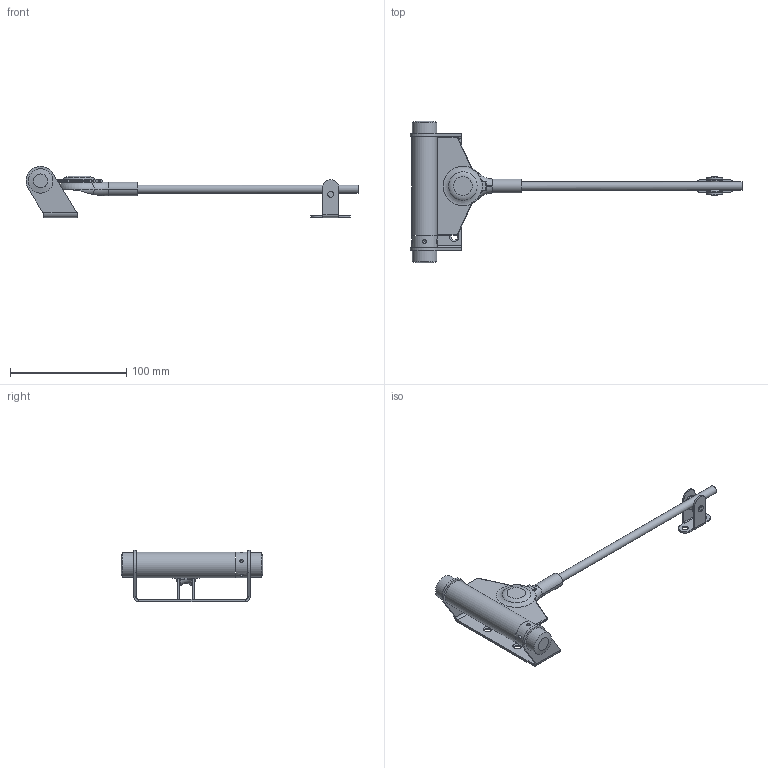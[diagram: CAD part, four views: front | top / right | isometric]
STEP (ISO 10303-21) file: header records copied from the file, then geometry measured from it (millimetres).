
FILE_DESCRIPTION (( 'STEP AP203' ), '1' );
FILE_NAME ('3890-VA.STEP', '2022-02-28T10:03:57', ( '' ), ( '' ), 'SwSTEP 2.0', 'SolidWorks 2018', '' );
FILE_SCHEMA (( 'CONFIG_CONTROL_DESIGN' ));
Length unit declared in the file: millimetre
Products named in the file (8): 3890-VA; 389x Teil1_3890 Teil1; 389x Teil5_3890-VA Teil5; 389x Teil4_389x-VA Teil4; 389x Teil3_389x-VA Teil3; 389x Teil7_389x-VA Teil7; 389x Teil2_389x-VA Teil2; 389x Teil6_389x-VA Teil6
Assembly tree (8 placements, depth 2):
  3890-VA
    389x Teil1_3890 Teil1
    389x Teil2_389x-VA Teil2  x2
    389x Teil3_389x-VA Teil3
    389x Teil5_3890-VA Teil5
    389x Teil4_389x-VA Teil4
    389x Teil6_389x-VA Teil6
    389x Teil7_389x-VA Teil7
Bounding box: 285.5 x 122 x 44 mm (x, y, z)
Volume: 74326.3 mm3; surface area: 39971.5 mm2
Topology: 9 solids, 9 shells, 538 faces, 1348 edges, 874 vertices
Faces by surface type: plane 214, bspline 125, cylinder 105, torus 81, cone 11, sphere 2
Full cylindrical faces by diameter (mm): 2.8 x1, 3 x8, 5.2 x4, 5.8 x4, 7 x1, 10 x2, 13 x2, 21 x2, 22 x1
Entity records: 23588 total; most frequent: CARTESIAN_POINT 11192, ORIENTED_EDGE 2568, DIRECTION 1928, EDGE_CURVE 1284, VERTEX_POINT 854, AXIS2_PLACEMENT_3D 664, EDGE_LOOP 642, VECTOR 600
